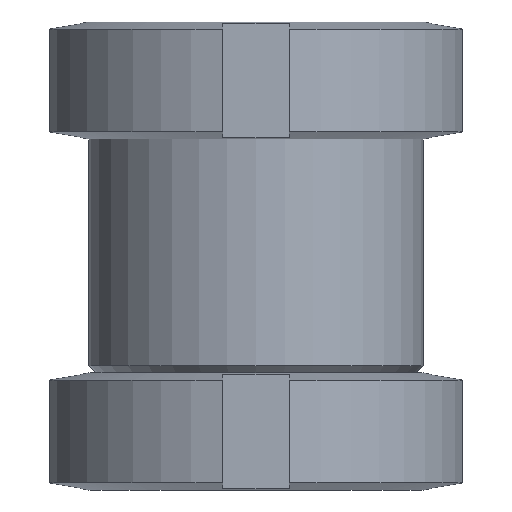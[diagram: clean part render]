
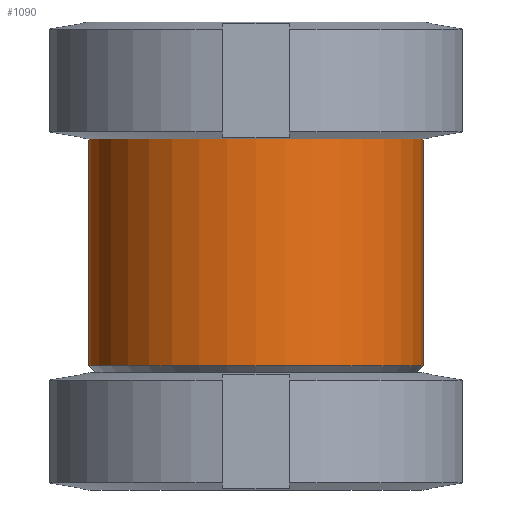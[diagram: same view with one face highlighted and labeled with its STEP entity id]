
A CAD part, front view. The second image highlights one B-rep face of the part: STEP entity #1090.
In plain terms, the highlighted cylindrical face has radius 10 mm (diameter 20 mm), a partial arc.
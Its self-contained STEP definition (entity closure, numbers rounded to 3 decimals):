
#524=VERTEX_POINT('',#1298);
#748=VERTEX_POINT('',#1551);
#848=EDGE_CURVE('',#748,#524,#1659,.T.);
#860=VERTEX_POINT('',#1672);
#992=VERTEX_POINT('',#1820);
#1050=EDGE_CURVE('',#860,#992,#1887,.T.);
#1060=EDGE_CURVE('',#992,#524,#1897,.T.);
#1090=ADVANCED_FACE('',(#1930),#1931,.T.);
#1140=EDGE_CURVE('',#748,#860,#1982,.T.);
#1298=CARTESIAN_POINT('',(-10.0,0.,21.0));
#1551=CARTESIAN_POINT('',(10.0,0.,21.0));
#1659=CIRCLE('',#2956,10.0);
#1672=CARTESIAN_POINT('',(10.0,0.,7.42));
#1820=CARTESIAN_POINT('',(-10.0,0.,7.42));
#1887=CIRCLE('',#3342,10.0);
#1897=LINE('',#3358,#3359);
#1930=FACE_OUTER_BOUND('',#3437,.T.);
#1931=CYLINDRICAL_SURFACE('',#3438,10.0);
#1982=LINE('',#3568,#3569);
#2956=AXIS2_PLACEMENT_3D('',#4078,#4079,#4080);
#3342=AXIS2_PLACEMENT_3D('',#4391,#4392,#4393);
#3358=CARTESIAN_POINT('',(-10.0,0.,14.21));
#3359=VECTOR('',#4399,1.0);
#3437=EDGE_LOOP('',(#4435,#4436,#4437,#4438));
#3438=AXIS2_PLACEMENT_3D('',#4439,#4440,#4441);
#3568=CARTESIAN_POINT('',(10.0,0.,14.21));
#3569=VECTOR('',#4469,1.0);
#4078=CARTESIAN_POINT('',(0.0,0.,21.0));
#4079=DIRECTION('',(0.0,0.,-1.0));
#4080=DIRECTION('',(1.0,0.0,0.0));
#4391=CARTESIAN_POINT('',(0.0,0.,7.42));
#4392=DIRECTION('',(0.0,0.,-1.0));
#4393=DIRECTION('',(1.0,0.0,0.0));
#4399=DIRECTION('',(-0.0,0.,1.0));
#4435=ORIENTED_EDGE('',*,*,#1140,.F.);
#4436=ORIENTED_EDGE('',*,*,#848,.T.);
#4437=ORIENTED_EDGE('',*,*,#1060,.F.);
#4438=ORIENTED_EDGE('',*,*,#1050,.F.);
#4439=CARTESIAN_POINT('',(0.0,0.,14.21));
#4440=DIRECTION('',(-0.0,0.,1.0));
#4441=DIRECTION('',(1.0,0.0,0.0));
#4469=DIRECTION('',(0.0,0.,-1.0));
